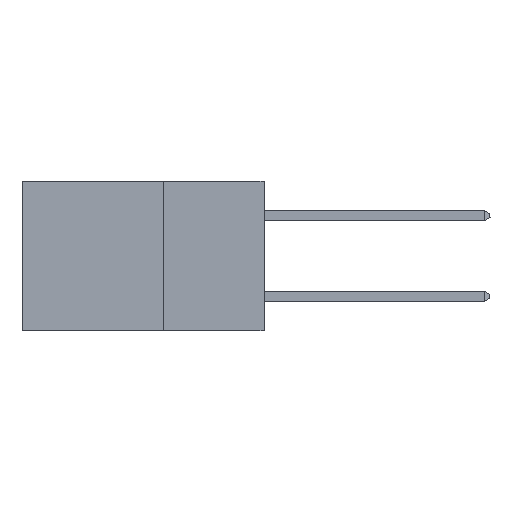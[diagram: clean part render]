
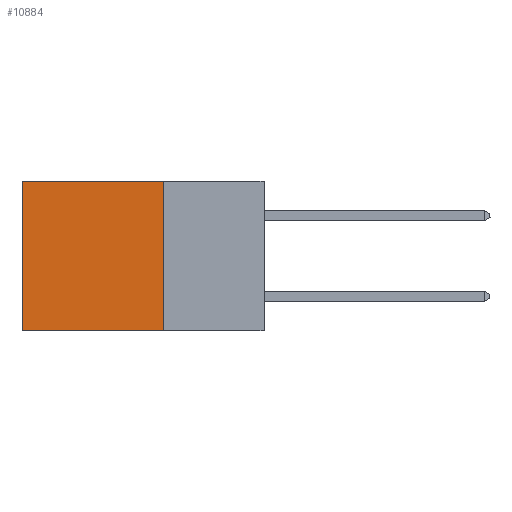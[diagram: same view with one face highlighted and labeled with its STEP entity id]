
A CAD part, left-side view. The second image highlights one B-rep face of the part: STEP entity #10884.
In plain terms, the highlighted planar face has unit normal (-1, 0, 0).
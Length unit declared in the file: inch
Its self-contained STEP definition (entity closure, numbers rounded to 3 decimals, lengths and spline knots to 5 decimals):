
#60 = AXIS2_PLACEMENT_3D ( 'NONE', #561, #6534, #1410 ) ;
#561 = CARTESIAN_POINT ( 'NONE',  ( 0.298, 0.25, 0. ) ) ;
#585 = EDGE_LOOP ( 'NONE', ( #8150, #8405, #3052, #7143 ) ) ;
#683 = CARTESIAN_POINT ( 'NONE',  ( 0.298, 0.25, 0. ) ) ;
#992 = VECTOR ( 'NONE', #6848, 39.37008 ) ;
#1024 = CARTESIAN_POINT ( 'NONE',  ( 0.298, 0.25, 0. ) ) ;
#1330 = LINE ( 'NONE', #8443, #10246 ) ;
#1410 = DIRECTION ( 'NONE',  ( 0., 0., -1. ) ) ;
#1923 = VERTEX_POINT ( 'NONE', #683 ) ;
#2166 = EDGE_CURVE ( 'NONE', #1923, #8149, #1330, .T. ) ;
#3052 = ORIENTED_EDGE ( 'NONE', *, *, #2166, .F. ) ;
#3263 = LINE ( 'NONE', #9715, #992 ) ;
#3277 = DIRECTION ( 'NONE',  ( 0., 0., -1. ) ) ;
#3580 = EDGE_CURVE ( 'NONE', #1923, #9253, #10009, .T. ) ;
#3618 = VECTOR ( 'NONE', #8699, 39.37008 ) ;
#3645 = CARTESIAN_POINT ( 'NONE',  ( 0.298, 0.25, -0.37 ) ) ;
#4065 = VERTEX_POINT ( 'NONE', #7536 ) ;
#4414 = DIRECTION ( 'NONE',  ( 0., 1., 0. ) ) ;
#5578 = EDGE_CURVE ( 'NONE', #8149, #4065, #9131, .T. ) ;
#6534 = DIRECTION ( 'NONE',  ( 1., 0., 0. ) ) ;
#6536 = VECTOR ( 'NONE', #4414, 39.37008 ) ;
#6848 = DIRECTION ( 'NONE',  ( 0., 0., -1. ) ) ;
#7143 = ORIENTED_EDGE ( 'NONE', *, *, #3580, .T. ) ;
#7377 = CARTESIAN_POINT ( 'NONE',  ( 0.298, 0.6, 0. ) ) ;
#7536 = CARTESIAN_POINT ( 'NONE',  ( 0.298, 0.6, -0.37 ) ) ;
#8149 = VERTEX_POINT ( 'NONE', #3645 ) ;
#8150 = ORIENTED_EDGE ( 'NONE', *, *, #10598, .T. ) ;
#8405 = ORIENTED_EDGE ( 'NONE', *, *, #5578, .F. ) ;
#8443 = CARTESIAN_POINT ( 'NONE',  ( 0.298, 0.25, 0. ) ) ;
#8699 = DIRECTION ( 'NONE',  ( 0., 1., 0. ) ) ;
#9131 = LINE ( 'NONE', #10501, #6536 ) ;
#9253 = VERTEX_POINT ( 'NONE', #7377 ) ;
#9715 = CARTESIAN_POINT ( 'NONE',  ( 0.298, 0.6, 0. ) ) ;
#10009 = LINE ( 'NONE', #1024, #3618 ) ;
#10246 = VECTOR ( 'NONE', #3277, 39.37008 ) ;
#10501 = CARTESIAN_POINT ( 'NONE',  ( 0.298, 0.25, -0.37 ) ) ;
#10598 = EDGE_CURVE ( 'NONE', #9253, #4065, #3263, .T. ) ;
#10884 = ADVANCED_FACE ( 'NONE', ( #10987 ), #10889, .F. ) ;
#10889 = PLANE ( 'NONE',  #60 ) ;
#10987 = FACE_OUTER_BOUND ( 'NONE', #585, .T. ) ;
